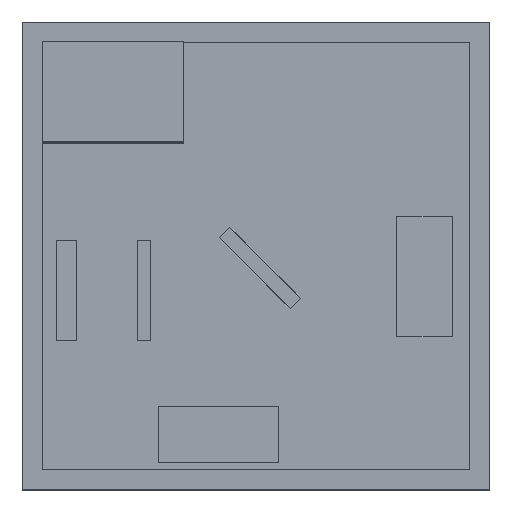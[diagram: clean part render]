
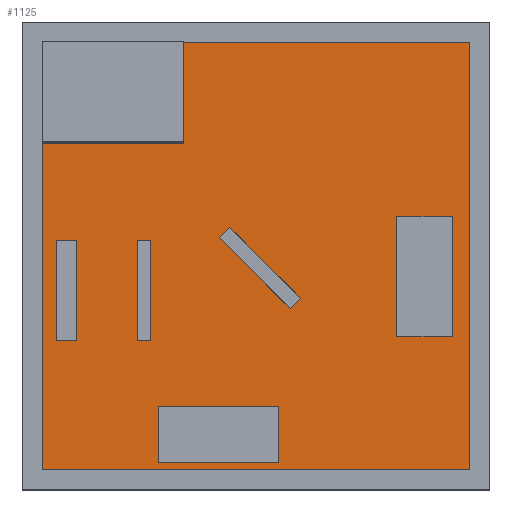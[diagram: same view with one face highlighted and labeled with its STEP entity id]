
A CAD part, top view. The second image highlights one B-rep face of the part: STEP entity #1125.
In plain terms, the highlighted planar face has unit normal (0, 0, 1).
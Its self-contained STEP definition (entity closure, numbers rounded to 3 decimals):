
#25=FACE_BOUND('',#185,.T.);
#26=FACE_BOUND('',#186,.T.);
#54=PLANE('',#1214);
#117=FACE_OUTER_BOUND('',#184,.T.);
#184=EDGE_LOOP('',(#850,#851,#852,#853));
#185=EDGE_LOOP('',(#854,#855,#856,#857));
#186=EDGE_LOOP('',(#858,#859,#860,#861));
#260=LINE('',#1595,#399);
#264=LINE('',#1603,#403);
#267=LINE('',#1609,#406);
#270=LINE('',#1614,#409);
#272=LINE('',#1620,#411);
#276=LINE('',#1628,#415);
#279=LINE('',#1634,#418);
#282=LINE('',#1639,#421);
#284=LINE('',#1645,#423);
#285=LINE('',#1647,#424);
#286=LINE('',#1649,#425);
#287=LINE('',#1650,#426);
#399=VECTOR('',#1295,10.);
#403=VECTOR('',#1301,10.);
#406=VECTOR('',#1306,10.);
#409=VECTOR('',#1311,10.);
#411=VECTOR('',#1317,10.);
#415=VECTOR('',#1323,10.);
#418=VECTOR('',#1328,10.);
#421=VECTOR('',#1333,10.);
#423=VECTOR('',#1339,10.);
#424=VECTOR('',#1340,10.);
#425=VECTOR('',#1341,10.);
#426=VECTOR('',#1342,10.);
#553=VERTEX_POINT('',#1593);
#554=VERTEX_POINT('',#1594);
#557=VERTEX_POINT('',#1602);
#559=VERTEX_POINT('',#1608);
#561=VERTEX_POINT('',#1618);
#562=VERTEX_POINT('',#1619);
#565=VERTEX_POINT('',#1627);
#567=VERTEX_POINT('',#1633);
#569=VERTEX_POINT('',#1643);
#570=VERTEX_POINT('',#1644);
#571=VERTEX_POINT('',#1646);
#572=VERTEX_POINT('',#1648);
#656=EDGE_CURVE('',#553,#554,#260,.T.);
#660=EDGE_CURVE('',#554,#557,#264,.T.);
#663=EDGE_CURVE('',#557,#559,#267,.T.);
#666=EDGE_CURVE('',#559,#553,#270,.T.);
#668=EDGE_CURVE('',#561,#562,#272,.T.);
#672=EDGE_CURVE('',#562,#565,#276,.T.);
#675=EDGE_CURVE('',#565,#567,#279,.T.);
#678=EDGE_CURVE('',#567,#561,#282,.T.);
#680=EDGE_CURVE('',#569,#570,#284,.F.);
#681=EDGE_CURVE('',#571,#569,#285,.F.);
#682=EDGE_CURVE('',#572,#571,#286,.F.);
#683=EDGE_CURVE('',#570,#572,#287,.F.);
#850=ORIENTED_EDGE('',*,*,#680,.F.);
#851=ORIENTED_EDGE('',*,*,#681,.F.);
#852=ORIENTED_EDGE('',*,*,#682,.F.);
#853=ORIENTED_EDGE('',*,*,#683,.F.);
#854=ORIENTED_EDGE('',*,*,#663,.T.);
#855=ORIENTED_EDGE('',*,*,#666,.T.);
#856=ORIENTED_EDGE('',*,*,#656,.T.);
#857=ORIENTED_EDGE('',*,*,#660,.T.);
#858=ORIENTED_EDGE('',*,*,#675,.T.);
#859=ORIENTED_EDGE('',*,*,#678,.T.);
#860=ORIENTED_EDGE('',*,*,#668,.T.);
#861=ORIENTED_EDGE('',*,*,#672,.T.);
#1125=ADVANCED_FACE('',(#117,#25,#26),#54,.T.);
#1214=AXIS2_PLACEMENT_3D('',#1642,#1337,#1338);
#1295=DIRECTION('',(1.,0.,0.));
#1301=DIRECTION('',(0.,-1.,0.));
#1306=DIRECTION('',(-1.,0.,0.));
#1311=DIRECTION('',(0.,1.,0.));
#1317=DIRECTION('',(0.,-1.,0.));
#1323=DIRECTION('',(-1.,0.,0.));
#1328=DIRECTION('',(0.,1.,0.));
#1333=DIRECTION('',(1.,0.,0.));
#1337=DIRECTION('center_axis',(0.,0.,1.));
#1338=DIRECTION('ref_axis',(1.,0.,0.));
#1339=DIRECTION('',(1.,0.,0.));
#1340=DIRECTION('',(0.,1.,0.));
#1341=DIRECTION('',(-1.,0.,0.));
#1342=DIRECTION('',(0.,-1.,0.));
#1593=CARTESIAN_POINT('',(-7.589,-89.911,6.));
#1594=CARTESIAN_POINT('',(28.411,-89.911,6.));
#1595=CARTESIAN_POINT('',(7.025,-89.911,6.));
#1602=CARTESIAN_POINT('',(28.411,-106.488,6.));
#1603=CARTESIAN_POINT('',(28.411,-67.357,6.));
#1608=CARTESIAN_POINT('',(-7.589,-106.488,6.));
#1609=CARTESIAN_POINT('',(25.025,-106.488,6.));
#1614=CARTESIAN_POINT('',(-7.589,-75.646,6.));
#1618=CARTESIAN_POINT('',(80.419,-32.831,6.));
#1619=CARTESIAN_POINT('',(80.419,-68.831,6.));
#1620=CARTESIAN_POINT('',(80.419,-38.818,6.));
#1627=CARTESIAN_POINT('',(63.842,-68.831,6.));
#1628=CARTESIAN_POINT('',(51.029,-68.831,6.));
#1633=CARTESIAN_POINT('',(63.842,-32.831,6.));
#1634=CARTESIAN_POINT('',(63.842,-56.818,6.));
#1639=CARTESIAN_POINT('',(42.741,-32.831,6.));
#1642=CARTESIAN_POINT('Origin',(21.64,-44.804,6.));
#1643=CARTESIAN_POINT('',(85.744,-108.804,6.));
#1644=CARTESIAN_POINT('',(-42.464,-108.804,6.));
#1645=CARTESIAN_POINT('',(-13.412,-108.804,6.));
#1646=CARTESIAN_POINT('',(85.744,19.196,6.));
#1647=CARTESIAN_POINT('',(85.744,-79.804,6.));
#1648=CARTESIAN_POINT('',(-42.464,19.196,6.));
#1649=CARTESIAN_POINT('',(56.692,19.196,6.));
#1650=CARTESIAN_POINT('',(-42.464,-9.804,6.));
